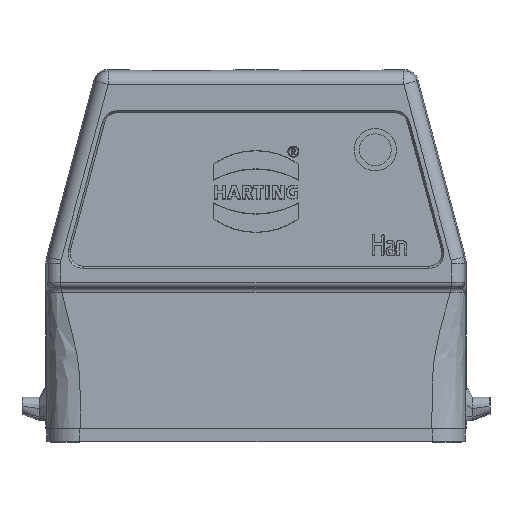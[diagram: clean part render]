
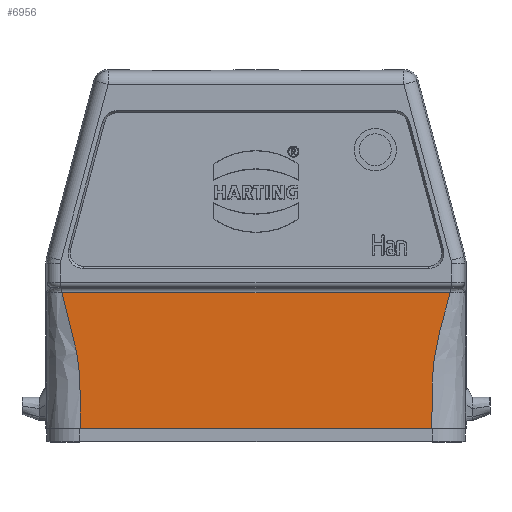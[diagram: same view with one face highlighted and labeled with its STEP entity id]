
A CAD part, front view. The second image highlights one B-rep face of the part: STEP entity #6956.
In plain terms, the highlighted planar face has unit normal (0, -1, 0).
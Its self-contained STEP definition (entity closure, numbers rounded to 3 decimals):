
#6690=CARTESIAN_POINT('',(33.202,-14.75,-11.7));
#6691=VERTEX_POINT('',#6690);
#6699=CARTESIAN_POINT('',(-33.202,-14.75,-11.7));
#6700=VERTEX_POINT('',#6699);
#6701=CARTESIAN_POINT('',(33.202,-14.75,-11.7));
#6702=DIRECTION('',(-1.0,0.0,0.0));
#6703=VECTOR('',#6702,66.403);
#6704=LINE('',#6701,#6703);
#6705=EDGE_CURVE('',#6691,#6700,#6704,.T.);
#6920=CARTESIAN_POINT('',(-39.65,-14.75,14.85));
#6921=DIRECTION('',(0.0,-1.0,0.0));
#6922=DIRECTION('',(0.0,0.0,-1.0));
#6923=AXIS2_PLACEMENT_3D('',#6920,#6921,#6922);
#6924=PLANE('',#6923);
#6925=CARTESIAN_POINT('',(-36.641,-14.75,13.85));
#6926=VERTEX_POINT('',#6925);
#6927=CARTESIAN_POINT('',(-36.641,-14.75,13.85));
#6928=CARTESIAN_POINT('',(-34.877,-14.75,7.85));
#6929=CARTESIAN_POINT('',(-33.202,-14.75,1.85));
#6930=CARTESIAN_POINT('',(-33.202,-14.75,-6.667));
#6931=CARTESIAN_POINT('',(-33.202,-14.75,-9.183));
#6932=CARTESIAN_POINT('',(-33.202,-14.75,-11.7));
#6933=B_SPLINE_CURVE_WITH_KNOTS('',3,(#6927,#6928,#6929,#6930,#6931,#6932),.UNSPECIFIED.,.F.,.U.,(4,2,4),(0.106,0.311,0.396),.UNSPECIFIED.);
#6934=EDGE_CURVE('',#6926,#6700,#6933,.T.);
#6935=ORIENTED_EDGE('',*,*,#6934,.T.);
#6936=ORIENTED_EDGE('',*,*,#6705,.F.);
#6937=CARTESIAN_POINT('',(36.641,-14.75,13.85));
#6938=VERTEX_POINT('',#6937);
#6939=CARTESIAN_POINT('',(33.202,-14.75,-11.7));
#6940=CARTESIAN_POINT('',(33.202,-14.75,-9.183));
#6941=CARTESIAN_POINT('',(33.202,-14.75,-6.667));
#6942=CARTESIAN_POINT('',(33.202,-14.75,1.85));
#6943=CARTESIAN_POINT('',(34.877,-14.75,7.85));
#6944=CARTESIAN_POINT('',(36.641,-14.75,13.85));
#6945=B_SPLINE_CURVE_WITH_KNOTS('',3,(#6939,#6940,#6941,#6942,#6943,#6944),.UNSPECIFIED.,.F.,.U.,(4,2,4),(0.604,0.689,0.894),.UNSPECIFIED.);
#6946=EDGE_CURVE('',#6691,#6938,#6945,.T.);
#6947=ORIENTED_EDGE('',*,*,#6946,.T.);
#6948=CARTESIAN_POINT('',(36.641,-14.75,13.85));
#6949=DIRECTION('',(-1.0,0.0,0.0));
#6950=VECTOR('',#6949,73.283);
#6951=LINE('',#6948,#6950);
#6952=EDGE_CURVE('',#6938,#6926,#6951,.T.);
#6953=ORIENTED_EDGE('',*,*,#6952,.T.);
#6954=EDGE_LOOP('',(#6935,#6936,#6947,#6953));
#6955=FACE_OUTER_BOUND('',#6954,.T.);
#6956=ADVANCED_FACE('',(#6955),#6924,.T.);
